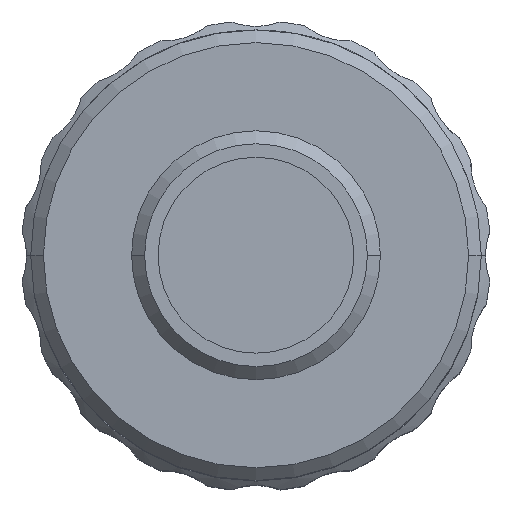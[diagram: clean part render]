
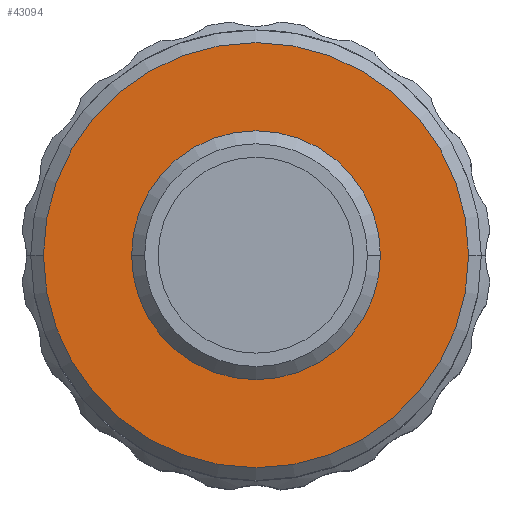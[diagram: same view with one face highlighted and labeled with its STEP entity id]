
A CAD part, top view. The second image highlights one B-rep face of the part: STEP entity #43094.
In plain terms, the highlighted planar face has unit normal (0, 0, 1).
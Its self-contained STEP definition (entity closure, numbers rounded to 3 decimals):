
#596 = AXIS2_PLACEMENT_3D ( 'NONE', #4365, #44560, #809 ) ;
#809 = DIRECTION ( 'NONE',  ( 1., 0., 0. ) ) ;
#4365 = CARTESIAN_POINT ( 'NONE',  ( 0., 0., 64.959 ) ) ;
#6100 = AXIS2_PLACEMENT_3D ( 'NONE', #28135, #42629, #10062 ) ;
#7913 = ORIENTED_EDGE ( 'NONE', *, *, #29615, .T. ) ;
#8155 = EDGE_CURVE ( 'NONE', #29547, #20859, #44987, .T. ) ;
#9455 = ORIENTED_EDGE ( 'NONE', *, *, #8155, .F. ) ;
#10062 = DIRECTION ( 'NONE',  ( 1., 0., 0. ) ) ;
#10341 = CARTESIAN_POINT ( 'NONE',  ( 0., 0., 64.959 ) ) ;
#11349 = AXIS2_PLACEMENT_3D ( 'NONE', #32610, #33080, #43300 ) ;
#11605 = CARTESIAN_POINT ( 'NONE',  ( -9.529, 0., 64.959 ) ) ;
#12480 = CARTESIAN_POINT ( 'NONE',  ( 9.529, 0., 64.959 ) ) ;
#14502 = EDGE_LOOP ( 'NONE', ( #27369, #9455 ) ) ;
#15543 = FACE_OUTER_BOUND ( 'NONE', #29666, .T. ) ;
#15633 = CARTESIAN_POINT ( 'NONE',  ( 16.278, 0., 64.959 ) ) ;
#15817 = DIRECTION ( 'NONE',  ( 1., 0., 0. ) ) ;
#16277 = CARTESIAN_POINT ( 'NONE',  ( 0., 0., 64.959 ) ) ;
#17002 = DIRECTION ( 'NONE',  ( 0., 0., 1. ) ) ;
#18949 = CIRCLE ( 'NONE', #11349, 9.529 ) ;
#20859 = VERTEX_POINT ( 'NONE', #11605 ) ;
#20866 = VERTEX_POINT ( 'NONE', #15633 ) ;
#21966 = CARTESIAN_POINT ( 'NONE',  ( -16.278, 0., 64.959 ) ) ;
#22060 = CIRCLE ( 'NONE', #6100, 16.278 ) ;
#24376 = DIRECTION ( 'NONE',  ( 1., 0., 0. ) ) ;
#25736 = CIRCLE ( 'NONE', #28753, 16.278 ) ;
#27369 = ORIENTED_EDGE ( 'NONE', *, *, #31628, .F. ) ;
#28135 = CARTESIAN_POINT ( 'NONE',  ( 0., 0., 64.959 ) ) ;
#28753 = AXIS2_PLACEMENT_3D ( 'NONE', #16277, #30329, #15817 ) ;
#29015 = AXIS2_PLACEMENT_3D ( 'NONE', #10341, #17002, #24376 ) ;
#29547 = VERTEX_POINT ( 'NONE', #12480 ) ;
#29615 = EDGE_CURVE ( 'NONE', #32048, #20866, #25736, .T. ) ;
#29666 = EDGE_LOOP ( 'NONE', ( #7913, #44284 ) ) ;
#30329 = DIRECTION ( 'NONE',  ( 0., 0., 1. ) ) ;
#31628 = EDGE_CURVE ( 'NONE', #20859, #29547, #18949, .T. ) ;
#32048 = VERTEX_POINT ( 'NONE', #21966 ) ;
#32610 = CARTESIAN_POINT ( 'NONE',  ( 0., 0., 64.959 ) ) ;
#33080 = DIRECTION ( 'NONE',  ( 0., 0., 1. ) ) ;
#33145 = PLANE ( 'NONE',  #596 ) ;
#38366 = EDGE_CURVE ( 'NONE', #20866, #32048, #22060, .T. ) ;
#42629 = DIRECTION ( 'NONE',  ( 0., 0., 1. ) ) ;
#43094 = ADVANCED_FACE ( 'NONE', ( #44089, #15543 ), #33145, .T. ) ;
#43300 = DIRECTION ( 'NONE',  ( 1., 0., 0. ) ) ;
#44089 = FACE_BOUND ( 'NONE', #14502, .T. ) ;
#44284 = ORIENTED_EDGE ( 'NONE', *, *, #38366, .T. ) ;
#44560 = DIRECTION ( 'NONE',  ( 0., 0., 1. ) ) ;
#44987 = CIRCLE ( 'NONE', #29015, 9.529 ) ;
